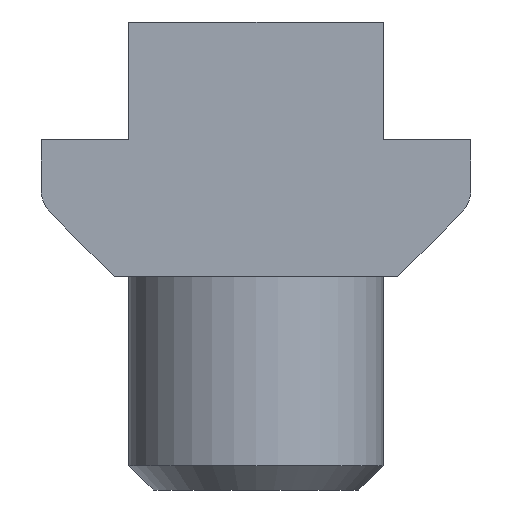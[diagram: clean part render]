
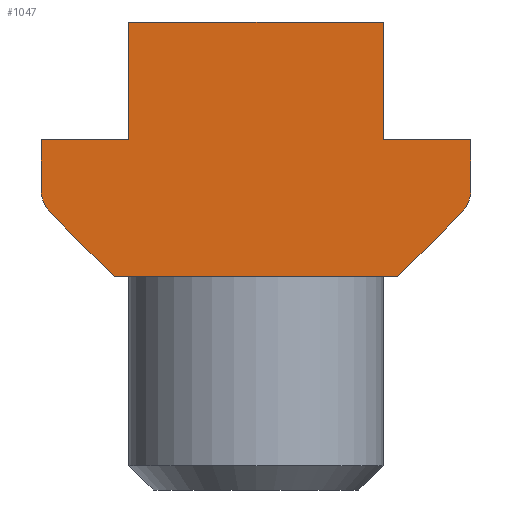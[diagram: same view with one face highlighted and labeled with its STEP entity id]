
A CAD part, left-side view. The second image highlights one B-rep face of the part: STEP entity #1047.
In plain terms, the highlighted planar face has unit normal (-1, 0, 0).
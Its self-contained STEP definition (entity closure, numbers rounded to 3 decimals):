
#49=PLANE($,#1134);
#94=LINE($,#1514,#174);
#97=LINE($,#1520,#177);
#98=LINE($,#1522,#178);
#99=LINE($,#1524,#179);
#100=LINE($,#1526,#180);
#101=LINE($,#1528,#181);
#102=LINE($,#1530,#182);
#103=LINE($,#1532,#183);
#104=LINE($,#1536,#184);
#105=LINE($,#1537,#185);
#174=VECTOR($,#1248,2.838);
#177=VECTOR($,#1253,1.586);
#178=VECTOR($,#1254,2.75);
#179=VECTOR($,#1255,3.7);
#180=VECTOR($,#1256,8.);
#181=VECTOR($,#1257,3.7);
#182=VECTOR($,#1258,2.75);
#183=VECTOR($,#1259,1.586);
#184=VECTOR($,#1262,2.838);
#185=VECTOR($,#1263,8.9);
#286=FACE_OUTER_BOUND($,#356,.T.);
#356=EDGE_LOOP($,(#712,#713,#714,#715,#716,#717,#718,#719,#720,#721,#722,
#723));
#449=CIRCLE($,#1132,1.);
#450=CIRCLE($,#1135,1.);
#478=VERTEX_POINT($,#1507);
#479=VERTEX_POINT($,#1509);
#480=VERTEX_POINT($,#1513);
#482=VERTEX_POINT($,#1519);
#483=VERTEX_POINT($,#1521);
#484=VERTEX_POINT($,#1523);
#485=VERTEX_POINT($,#1525);
#486=VERTEX_POINT($,#1527);
#487=VERTEX_POINT($,#1529);
#488=VERTEX_POINT($,#1531);
#489=VERTEX_POINT($,#1533);
#490=VERTEX_POINT($,#1535);
#574=EDGE_CURVE($,#478,#479,#449,.T.);
#576=EDGE_CURVE($,#480,#479,#94,.T.);
#579=EDGE_CURVE($,#478,#482,#97,.T.);
#580=EDGE_CURVE($,#482,#483,#98,.T.);
#581=EDGE_CURVE($,#483,#484,#99,.T.);
#582=EDGE_CURVE($,#484,#485,#100,.T.);
#583=EDGE_CURVE($,#485,#486,#101,.T.);
#584=EDGE_CURVE($,#486,#487,#102,.T.);
#585=EDGE_CURVE($,#487,#488,#103,.T.);
#586=EDGE_CURVE($,#489,#488,#450,.T.);
#587=EDGE_CURVE($,#489,#490,#104,.T.);
#588=EDGE_CURVE($,#490,#480,#105,.T.);
#712=ORIENTED_EDGE($,*,*,#574,.F.);
#713=ORIENTED_EDGE($,*,*,#579,.T.);
#714=ORIENTED_EDGE($,*,*,#580,.T.);
#715=ORIENTED_EDGE($,*,*,#581,.T.);
#716=ORIENTED_EDGE($,*,*,#582,.T.);
#717=ORIENTED_EDGE($,*,*,#583,.T.);
#718=ORIENTED_EDGE($,*,*,#584,.T.);
#719=ORIENTED_EDGE($,*,*,#585,.T.);
#720=ORIENTED_EDGE($,*,*,#586,.F.);
#721=ORIENTED_EDGE($,*,*,#587,.T.);
#722=ORIENTED_EDGE($,*,*,#588,.T.);
#723=ORIENTED_EDGE($,*,*,#576,.T.);
#1047=ADVANCED_FACE($,(#286),#49,.F.);
#1132=AXIS2_PLACEMENT_3D($,#1510,#1243,#1244);
#1134=AXIS2_PLACEMENT_3D($,#1518,#1251,#1252);
#1135=AXIS2_PLACEMENT_3D($,#1534,#1260,#1261);
#1243=DIRECTION('center_axis',(1.,0.,0.));
#1244=DIRECTION('ref_axis',(0.,-0.924,-0.383));
#1248=DIRECTION($,(0.,-0.707,0.707));
#1251=DIRECTION('center_axis',(1.,0.,0.));
#1252=DIRECTION('ref_axis',(0.,1.,0.));
#1253=DIRECTION($,(0.,0.,1.));
#1254=DIRECTION($,(0.,1.,0.));
#1255=DIRECTION($,(0.,0.,1.));
#1256=DIRECTION($,(0.,1.,0.));
#1257=DIRECTION($,(0.,0.,-1.));
#1258=DIRECTION($,(0.,1.,0.));
#1259=DIRECTION($,(0.,0.,-1.));
#1260=DIRECTION('center_axis',(1.,0.,0.));
#1261=DIRECTION('ref_axis',(0.,0.924,-0.383));
#1262=DIRECTION($,(0.,-0.707,-0.707));
#1263=DIRECTION($,(0.,-1.,0.));
#1507=CARTESIAN_POINT('',(-180.,-10.75,-5.286));
#1509=CARTESIAN_POINT('',(-180.,-10.457,-5.993));
#1510=CARTESIAN_POINT('Origin',(-180.,-9.75,-5.286));
#1513=CARTESIAN_POINT('',(-180.,-8.45,-8.));
#1514=CARTESIAN_POINT($,(-180.,-8.45,-8.));
#1518=CARTESIAN_POINT('Origin',(-180.,-4.,-4.183));
#1519=CARTESIAN_POINT('',(-180.,-10.75,-3.7));
#1520=CARTESIAN_POINT($,(-180.,-10.75,-5.286));
#1521=CARTESIAN_POINT('',(-180.,-8.,-3.7));
#1522=CARTESIAN_POINT($,(-180.,-10.75,-3.7));
#1523=CARTESIAN_POINT('',(-180.,-8.,0.));
#1524=CARTESIAN_POINT($,(-180.,-8.,-3.7));
#1525=CARTESIAN_POINT('',(-180.,0.,0.));
#1526=CARTESIAN_POINT($,(-180.,-8.,0.));
#1527=CARTESIAN_POINT('',(-180.,0.,-3.7));
#1528=CARTESIAN_POINT($,(-180.,0.,0.));
#1529=CARTESIAN_POINT('',(-180.,2.75,-3.7));
#1530=CARTESIAN_POINT($,(-180.,0.,-3.7));
#1531=CARTESIAN_POINT('',(-180.,2.75,-5.286));
#1532=CARTESIAN_POINT($,(-180.,2.75,-3.7));
#1533=CARTESIAN_POINT('',(-180.,2.457,-5.993));
#1534=CARTESIAN_POINT('Origin',(-180.,1.75,-5.286));
#1535=CARTESIAN_POINT('',(-180.,0.45,-8.));
#1536=CARTESIAN_POINT($,(-180.,2.457,-5.993));
#1537=CARTESIAN_POINT($,(-180.,0.45,-8.));
